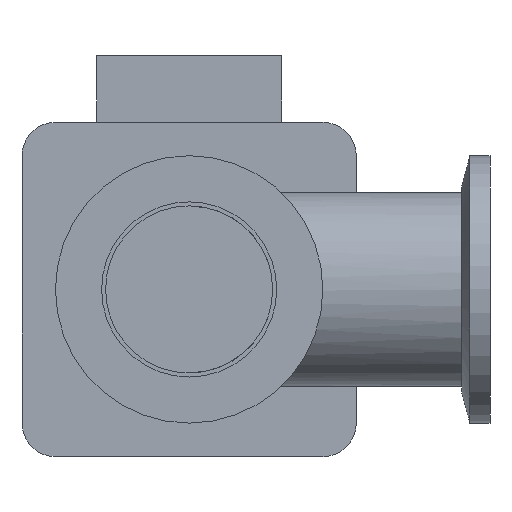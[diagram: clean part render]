
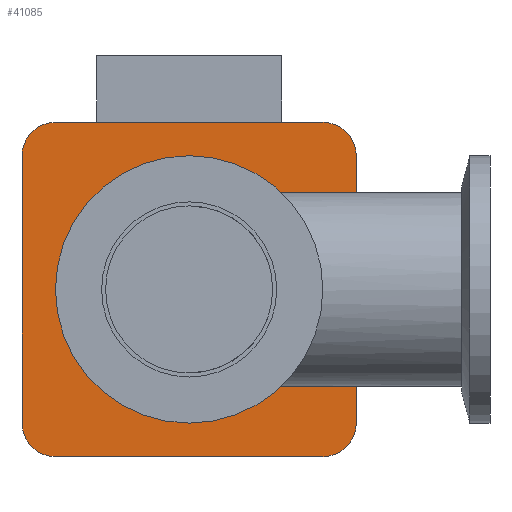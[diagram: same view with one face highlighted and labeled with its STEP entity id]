
A CAD part, front view. The second image highlights one B-rep face of the part: STEP entity #41085.
In plain terms, the highlighted planar face has unit normal (0, -1, 0).
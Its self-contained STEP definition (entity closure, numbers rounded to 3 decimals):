
#322 = ORIENTED_EDGE ( 'NONE', *, *, #34585, .T. ) ;
#2266 = EDGE_CURVE ( 'NONE', #19660, #14336, #9119, .T. ) ;
#4467 = DIRECTION ( 'NONE',  ( -1., 0., 0. ) ) ;
#4769 = EDGE_CURVE ( 'NONE', #13577, #14336, #47383, .T. ) ;
#5095 = PLANE ( 'NONE',  #58443 ) ;
#5823 = EDGE_CURVE ( 'NONE', #46345, #9769, #53797, .T. ) ;
#7683 = DIRECTION ( 'NONE',  ( 0., 0., 1. ) ) ;
#8649 = CARTESIAN_POINT ( 'NONE',  ( 20., 31., -25. ) ) ;
#9119 = LINE ( 'NONE', #42769, #39390 ) ;
#9270 = AXIS2_PLACEMENT_3D ( 'NONE', #25734, #48944, #34408 ) ;
#9699 = CARTESIAN_POINT ( 'NONE',  ( -20., 31., 20. ) ) ;
#9769 = VERTEX_POINT ( 'NONE', #18860 ) ;
#12253 = DIRECTION ( 'NONE',  ( 0., 0., 1. ) ) ;
#13577 = VERTEX_POINT ( 'NONE', #27009 ) ;
#13865 = ORIENTED_EDGE ( 'NONE', *, *, #2266, .F. ) ;
#13884 = ORIENTED_EDGE ( 'NONE', *, *, #59267, .T. ) ;
#14336 = VERTEX_POINT ( 'NONE', #55480 ) ;
#16645 = CARTESIAN_POINT ( 'NONE',  ( 0., 31., 0. ) ) ;
#17087 = CIRCLE ( 'NONE', #59541, 5. ) ;
#17177 = CIRCLE ( 'NONE', #23061, 5. ) ;
#18412 = DIRECTION ( 'NONE',  ( 0., 0., 1. ) ) ;
#18860 = CARTESIAN_POINT ( 'NONE',  ( 25., 31., -20. ) ) ;
#19493 = EDGE_CURVE ( 'NONE', #13577, #45150, #57542, .T. ) ;
#19660 = VERTEX_POINT ( 'NONE', #8649 ) ;
#20298 = CARTESIAN_POINT ( 'NONE',  ( 25., 31., 20. ) ) ;
#20817 = VECTOR ( 'NONE', #29077, 1000. ) ;
#21139 = CARTESIAN_POINT ( 'NONE',  ( 0., 31., -19.5 ) ) ;
#21583 = DIRECTION ( 'NONE',  ( 0., 1., 0. ) ) ;
#21602 = CIRCLE ( 'NONE', #42262, 19.5 ) ;
#22730 = DIRECTION ( 'NONE',  ( 0., -1., 0. ) ) ;
#23061 = AXIS2_PLACEMENT_3D ( 'NONE', #27006, #56055, #45869 ) ;
#24210 = EDGE_LOOP ( 'NONE', ( #37264, #50407, #13865, #13884, #50939, #59972, #37493, #25956 ) ) ;
#24251 = FACE_BOUND ( 'NONE', #30680, .T. ) ;
#25734 = CARTESIAN_POINT ( 'NONE',  ( 0., 31., 0. ) ) ;
#25956 = ORIENTED_EDGE ( 'NONE', *, *, #56648, .T. ) ;
#27006 = CARTESIAN_POINT ( 'NONE',  ( 20., 31., -20. ) ) ;
#27009 = CARTESIAN_POINT ( 'NONE',  ( -25., 31., -20. ) ) ;
#27659 = VECTOR ( 'NONE', #50376, 1000. ) ;
#27922 = LINE ( 'NONE', #37174, #48541 ) ;
#28004 = CIRCLE ( 'NONE', #9270, 19.5 ) ;
#28523 = VERTEX_POINT ( 'NONE', #21139 ) ;
#29077 = DIRECTION ( 'NONE',  ( 0., 0., 1. ) ) ;
#30613 = AXIS2_PLACEMENT_3D ( 'NONE', #32008, #22730, #12253 ) ;
#30680 = EDGE_LOOP ( 'NONE', ( #39554, #322 ) ) ;
#32008 = CARTESIAN_POINT ( 'NONE',  ( -20., 31., -20. ) ) ;
#34408 = DIRECTION ( 'NONE',  ( 0., 0., 1. ) ) ;
#34560 = DIRECTION ( 'NONE',  ( 0., -1., 0. ) ) ;
#34585 = EDGE_CURVE ( 'NONE', #34689, #28523, #21602, .T. ) ;
#34689 = VERTEX_POINT ( 'NONE', #42225 ) ;
#36601 = DIRECTION ( 'NONE',  ( 0., -1., 0. ) ) ;
#37174 = CARTESIAN_POINT ( 'NONE',  ( 25., 31., 25. ) ) ;
#37264 = ORIENTED_EDGE ( 'NONE', *, *, #19493, .F. ) ;
#37493 = ORIENTED_EDGE ( 'NONE', *, *, #40503, .F. ) ;
#37537 = CARTESIAN_POINT ( 'NONE',  ( 0., 31., 0. ) ) ;
#39390 = VECTOR ( 'NONE', #4467, 1000. ) ;
#39554 = ORIENTED_EDGE ( 'NONE', *, *, #52119, .T. ) ;
#40394 = CARTESIAN_POINT ( 'NONE',  ( -20., 31., 25. ) ) ;
#40503 = EDGE_CURVE ( 'NONE', #56087, #49629, #27922, .T. ) ;
#40846 = CIRCLE ( 'NONE', #42824, 5. ) ;
#41085 = ADVANCED_FACE ( 'NONE', ( #24251, #42181 ), #5095, .F. ) ;
#42181 = FACE_OUTER_BOUND ( 'NONE', #24210, .T. ) ;
#42225 = CARTESIAN_POINT ( 'NONE',  ( 0., 31., 19.5 ) ) ;
#42262 = AXIS2_PLACEMENT_3D ( 'NONE', #16645, #21583, #7683 ) ;
#42355 = CARTESIAN_POINT ( 'NONE',  ( -25., 31., 25. ) ) ;
#42769 = CARTESIAN_POINT ( 'NONE',  ( 25., 31., -25. ) ) ;
#42824 = AXIS2_PLACEMENT_3D ( 'NONE', #47881, #34560, #57170 ) ;
#43617 = CARTESIAN_POINT ( 'NONE',  ( 20., 31., 25. ) ) ;
#45150 = VERTEX_POINT ( 'NONE', #56607 ) ;
#45869 = DIRECTION ( 'NONE',  ( 0., 0., 1. ) ) ;
#46345 = VERTEX_POINT ( 'NONE', #20298 ) ;
#47383 = CIRCLE ( 'NONE', #30613, 5. ) ;
#47881 = CARTESIAN_POINT ( 'NONE',  ( 20., 31., 20. ) ) ;
#48541 = VECTOR ( 'NONE', #60404, 1000. ) ;
#48944 = DIRECTION ( 'NONE',  ( 0., 1., 0. ) ) ;
#49448 = CARTESIAN_POINT ( 'NONE',  ( 25., 31., 25. ) ) ;
#49629 = VERTEX_POINT ( 'NONE', #43617 ) ;
#50376 = DIRECTION ( 'NONE',  ( 0., 0., -1. ) ) ;
#50407 = ORIENTED_EDGE ( 'NONE', *, *, #4769, .T. ) ;
#50939 = ORIENTED_EDGE ( 'NONE', *, *, #5823, .F. ) ;
#51457 = DIRECTION ( 'NONE',  ( 0., 0., 1. ) ) ;
#52119 = EDGE_CURVE ( 'NONE', #28523, #34689, #28004, .T. ) ;
#52976 = EDGE_CURVE ( 'NONE', #46345, #49629, #40846, .T. ) ;
#53797 = LINE ( 'NONE', #49448, #27659 ) ;
#55480 = CARTESIAN_POINT ( 'NONE',  ( -20., 31., -25. ) ) ;
#56055 = DIRECTION ( 'NONE',  ( 0., -1., 0. ) ) ;
#56087 = VERTEX_POINT ( 'NONE', #40394 ) ;
#56607 = CARTESIAN_POINT ( 'NONE',  ( -25., 31., 20. ) ) ;
#56648 = EDGE_CURVE ( 'NONE', #56087, #45150, #17087, .T. ) ;
#57170 = DIRECTION ( 'NONE',  ( 0., 0., 1. ) ) ;
#57353 = DIRECTION ( 'NONE',  ( 0., 1., 0. ) ) ;
#57542 = LINE ( 'NONE', #42355, #20817 ) ;
#58443 = AXIS2_PLACEMENT_3D ( 'NONE', #37537, #57353, #18412 ) ;
#59267 = EDGE_CURVE ( 'NONE', #19660, #9769, #17177, .T. ) ;
#59541 = AXIS2_PLACEMENT_3D ( 'NONE', #9699, #36601, #51457 ) ;
#59972 = ORIENTED_EDGE ( 'NONE', *, *, #52976, .T. ) ;
#60404 = DIRECTION ( 'NONE',  ( 1., 0., 0. ) ) ;
